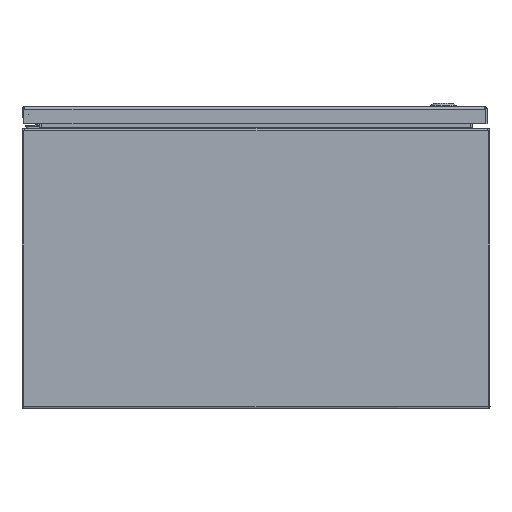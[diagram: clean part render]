
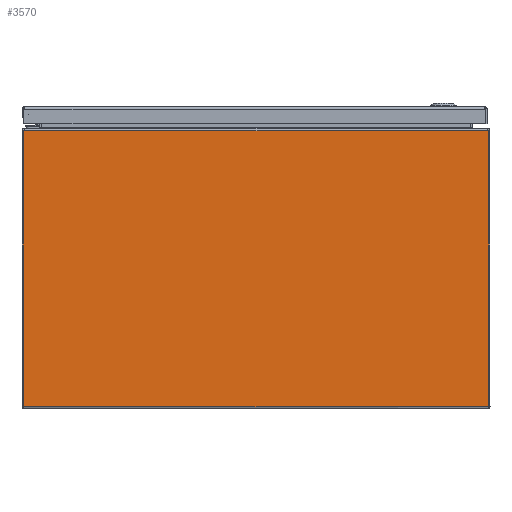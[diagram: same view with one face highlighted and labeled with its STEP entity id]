
A CAD part, front view. The second image highlights one B-rep face of the part: STEP entity #3570.
In plain terms, the highlighted planar face has unit normal (0, -1, 0).
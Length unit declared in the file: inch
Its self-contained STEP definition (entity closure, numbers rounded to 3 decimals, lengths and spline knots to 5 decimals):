
#3273=CARTESIAN_POINT('',(19.91495,0.,11.89475));
#3274=VERTEX_POINT('',#3273);
#3303=CARTESIAN_POINT('',(0.08505,0.,11.89475));
#3304=VERTEX_POINT('',#3303);
#3318=CARTESIAN_POINT('',(19.91495,0.,11.89475));
#3319=DIRECTION('',(-1.0,0.0,0.0));
#3320=VECTOR('',#3319,19.8299);
#3321=LINE('',#3318,#3320);
#3322=EDGE_CURVE('',#3274,#3304,#3321,.T.);
#3490=CARTESIAN_POINT('',(0.037,0.,11.89475));
#3491=VERTEX_POINT('',#3490);
#3498=CARTESIAN_POINT('',(0.08505,0.,11.89475));
#3499=DIRECTION('',(-1.0,0.0,0.0));
#3500=VECTOR('',#3499,0.04805);
#3501=LINE('',#3498,#3500);
#3502=EDGE_CURVE('',#3304,#3491,#3501,.T.);
#3513=CARTESIAN_POINT('',(19.963,0.,11.89475));
#3514=VERTEX_POINT('',#3513);
#3515=CARTESIAN_POINT('',(19.963,0.,11.89475));
#3516=DIRECTION('',(-1.0,0.0,0.0));
#3517=VECTOR('',#3516,0.04805);
#3518=LINE('',#3515,#3517);
#3519=EDGE_CURVE('',#3514,#3274,#3518,.T.);
#3538=CARTESIAN_POINT('',(10.,0.,6.02936));
#3539=DIRECTION('',(0.0,1.0,0.0));
#3540=DIRECTION('',(1.0,0.0,0.0));
#3541=AXIS2_PLACEMENT_3D('',#3538,#3539,#3540);
#3542=PLANE('',#3541);
#3543=ORIENTED_EDGE('',*,*,#3519,.T.);
#3544=ORIENTED_EDGE('',*,*,#3322,.T.);
#3545=ORIENTED_EDGE('',*,*,#3502,.T.);
#3546=CARTESIAN_POINT('',(0.037,0.,0.10525));
#3547=VERTEX_POINT('',#3546);
#3548=CARTESIAN_POINT('',(0.037,0.,0.10525));
#3549=DIRECTION('',(0.0,0.0,1.0));
#3550=VECTOR('',#3549,11.7895);
#3551=LINE('',#3548,#3550);
#3552=EDGE_CURVE('',#3547,#3491,#3551,.T.);
#3553=ORIENTED_EDGE('',*,*,#3552,.F.);
#3554=CARTESIAN_POINT('',(19.963,0.,0.10525));
#3555=VERTEX_POINT('',#3554);
#3556=CARTESIAN_POINT('',(0.037,0.,0.10525));
#3557=DIRECTION('',(1.0,0.0,0.0));
#3558=VECTOR('',#3557,19.926);
#3559=LINE('',#3556,#3558);
#3560=EDGE_CURVE('',#3547,#3555,#3559,.T.);
#3561=ORIENTED_EDGE('',*,*,#3560,.T.);
#3562=CARTESIAN_POINT('',(19.963,0.,11.89475));
#3563=DIRECTION('',(0.0,0.0,-1.0));
#3564=VECTOR('',#3563,11.7895);
#3565=LINE('',#3562,#3564);
#3566=EDGE_CURVE('',#3514,#3555,#3565,.T.);
#3567=ORIENTED_EDGE('',*,*,#3566,.F.);
#3568=EDGE_LOOP('',(#3543,#3544,#3545,#3553,#3561,#3567));
#3569=FACE_OUTER_BOUND('',#3568,.T.);
#3570=ADVANCED_FACE('',(#3569),#3542,.F.);
